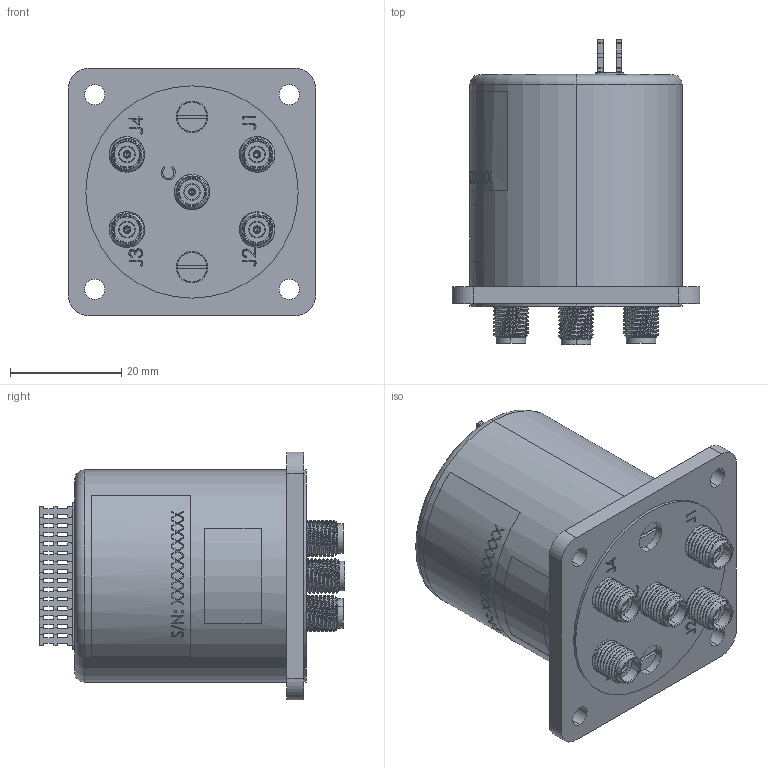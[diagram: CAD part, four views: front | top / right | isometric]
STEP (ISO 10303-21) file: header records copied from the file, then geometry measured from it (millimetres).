
FILE_DESCRIPTION (( 'STEP AP203' ), '1' );
FILE_NAME ('PE71S6488_3D.STEP', '2022-05-13T18:25:51', ( '' ), ( '' ), 'SwSTEP 2.0', 'SolidWorks 2021', '' );
FILE_SCHEMA (( 'CONFIG_CONTROL_DESIGN' ));
Length unit declared in the file: inch
Products named in the file (8): PE71S6488_3D; TBASY_defeature^A16+Terminalassy_K14-0AR000-T_14S-M2N2-4012-P(2)_PE71S6488; A16+Terminalassy^K14-0AR000-T_14S-M2N2-4012-P(2)_PE71S6488; R040044_-002^A16+Terminalassy_K14-0AR000-T_14S-M2N2-4012-P(2)_PE71S6488; K14-0AR000-T_14S-M2N2-4012-P(2)^PE71S6488; A16L24Y01-CST^K14-0AR000-T_14S-M2N2-4012-P(2)_PE71S6488; K16029002^K14-0AR000-T_14S-M2N2-4012-P(2)_PE71S6488; K16021002_defeature^K14-0AR000-T_14S-M2N2-4012-P(2)_PE71S6488
Assembly tree (12 placements, depth 4):
  PE71S6488_3D
    K14-0AR000-T_14S-M2N2-4012-P(2)^PE71S6488
      A16+Terminalassy^K14-0AR000-T_14S-M2N2-4012-P(2)_PE71S6488
        R040044_-002^A16+Terminalassy_K14-0AR000-T_14S-M2N2-4012-P(2)_PE71S6488
        TBASY_defeature^A16+Terminalassy_K14-0AR000-T_14S-M2N2-4012-P(2)_PE71S6488
      K16021002_defeature^K14-0AR000-T_14S-M2N2-4012-P(2)_PE71S6488
      K16029002^K14-0AR000-T_14S-M2N2-4012-P(2)_PE71S6488  x5
      A16L24Y01-CST^K14-0AR000-T_14S-M2N2-4012-P(2)_PE71S6488  x2
Bounding box: 44.45 x 54.83 x 44.45 mm (x, y, z)
Volume: 14118.7 mm3; surface area: 20210.2 mm2
Topology: 20 solids, 20 shells, 1687 faces, 4471 edges, 2951 vertices
Faces by surface type: plane 831, cylinder 502, bspline 240, cone 70, torus 44
Entity records: 52171 total; most frequent: CARTESIAN_POINT 20694, ORIENTED_EDGE 6830, DIRECTION 5524, EDGE_CURVE 3415, VERTEX_POINT 2271, LINE 2068, VECTOR 2068, AXIS2_PLACEMENT_3D 1728
